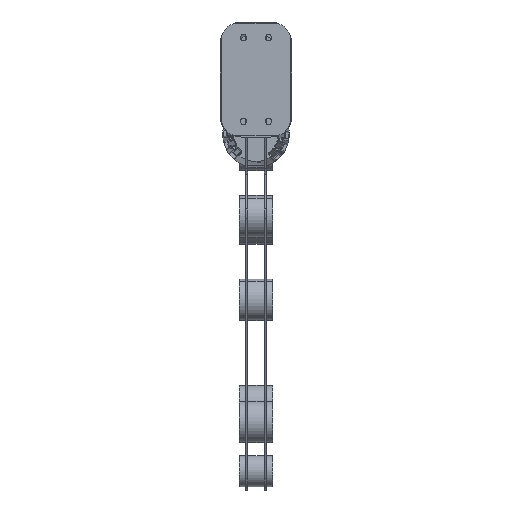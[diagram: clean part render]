
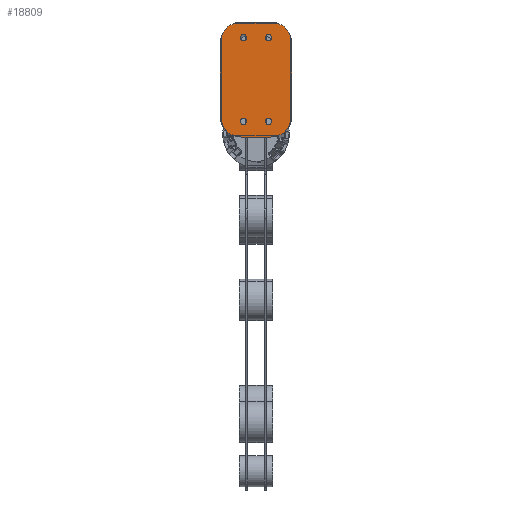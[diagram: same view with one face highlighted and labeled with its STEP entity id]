
A CAD part, left-side view. The second image highlights one B-rep face of the part: STEP entity #18809.
In plain terms, the highlighted face is planar.
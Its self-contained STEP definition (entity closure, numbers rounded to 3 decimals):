
#377 = AXIS2_PLACEMENT_3D ( 'NONE', #21500, #7452, #5477 ) ;
#511 = DIRECTION ( 'NONE',  ( 0., 0., 1. ) ) ;
#621 = ORIENTED_EDGE ( 'NONE', *, *, #5164, .F. ) ;
#836 = DIRECTION ( 'NONE',  ( 0., 1., 0. ) ) ;
#920 = CIRCLE ( 'NONE', #15760, 1.5 ) ;
#1013 = CARTESIAN_POINT ( 'NONE',  ( -6., -3., -18.5 ) ) ;
#1399 = EDGE_CURVE ( 'NONE', #23494, #4592, #8374, .T. ) ;
#1440 = AXIS2_PLACEMENT_3D ( 'NONE', #24143, #5971, #14049 ) ;
#1507 = ORIENTED_EDGE ( 'NONE', *, *, #12302, .T. ) ;
#1534 = EDGE_CURVE ( 'NONE', #23193, #2381, #5885, .T. ) ;
#1746 = EDGE_CURVE ( 'NONE', #3168, #7708, #25481, .T. ) ;
#1773 = DIRECTION ( 'NONE',  ( 0., 0., 1. ) ) ;
#1844 = EDGE_CURVE ( 'NONE', #7285, #26121, #18574, .T. ) ;
#1916 = CARTESIAN_POINT ( 'NONE',  ( 6., -3., -18.5 ) ) ;
#2241 = AXIS2_PLACEMENT_3D ( 'NONE', #25343, #23475, #20814 ) ;
#2373 = AXIS2_PLACEMENT_3D ( 'NONE', #3511, #24057, #1773 ) ;
#2381 = VERTEX_POINT ( 'NONE', #18785 ) ;
#2603 = DIRECTION ( 'NONE',  ( 0., -1., 0. ) ) ;
#2724 = LINE ( 'NONE', #8281, #10720 ) ;
#2888 = CIRCLE ( 'NONE', #24917, 1.5 ) ;
#3168 = VERTEX_POINT ( 'NONE', #21295 ) ;
#3403 = VERTEX_POINT ( 'NONE', #12530 ) ;
#3511 = CARTESIAN_POINT ( 'NONE',  ( 6., -3., -20. ) ) ;
#4082 = PLANE ( 'NONE',  #8045 ) ;
#4108 = EDGE_CURVE ( 'NONE', #4884, #7708, #11470, .T. ) ;
#4217 = CARTESIAN_POINT ( 'NONE',  ( 6., -3., -21.5 ) ) ;
#4373 = VERTEX_POINT ( 'NONE', #4217 ) ;
#4592 = VERTEX_POINT ( 'NONE', #11865 ) ;
#4686 = CARTESIAN_POINT ( 'NONE',  ( -6., -3., -20. ) ) ;
#4687 = EDGE_CURVE ( 'NONE', #18168, #21107, #22322, .T. ) ;
#4768 = CIRCLE ( 'NONE', #2241, 10. ) ;
#4884 = VERTEX_POINT ( 'NONE', #13144 ) ;
#5164 = EDGE_CURVE ( 'NONE', #4592, #23494, #2888, .T. ) ;
#5403 = CARTESIAN_POINT ( 'NONE',  ( 17., -3., -27.5 ) ) ;
#5477 = DIRECTION ( 'NONE',  ( 0., 0., -1. ) ) ;
#5885 = CIRCLE ( 'NONE', #20686, 10. ) ;
#5971 = DIRECTION ( 'NONE',  ( 0., 1., 0. ) ) ;
#6563 = CARTESIAN_POINT ( 'NONE',  ( -7., -3., -17.5 ) ) ;
#6800 = FACE_BOUND ( 'NONE', #17462, .T. ) ;
#6828 = EDGE_CURVE ( 'NONE', #7844, #4373, #24989, .T. ) ;
#7285 = VERTEX_POINT ( 'NONE', #20039 ) ;
#7348 = CIRCLE ( 'NONE', #1440, 1.5 ) ;
#7357 = EDGE_CURVE ( 'NONE', #13256, #2381, #9488, .T. ) ;
#7452 = DIRECTION ( 'NONE',  ( 0., 1., 0. ) ) ;
#7672 = CARTESIAN_POINT ( 'NONE',  ( 17., -3., 27.5 ) ) ;
#7708 = VERTEX_POINT ( 'NONE', #21790 ) ;
#7844 = VERTEX_POINT ( 'NONE', #1916 ) ;
#8045 = AXIS2_PLACEMENT_3D ( 'NONE', #12148, #10291, #20237 ) ;
#8281 = CARTESIAN_POINT ( 'NONE',  ( 17., -3., 27.5 ) ) ;
#8302 = FACE_BOUND ( 'NONE', #15958, .T. ) ;
#8374 = CIRCLE ( 'NONE', #20255, 1.5 ) ;
#8456 = CARTESIAN_POINT ( 'NONE',  ( 7., -3., 17.5 ) ) ;
#8900 = ORIENTED_EDGE ( 'NONE', *, *, #22909, .F. ) ;
#9166 = DIRECTION ( 'NONE',  ( 0., -1., 0. ) ) ;
#9425 = ORIENTED_EDGE ( 'NONE', *, *, #1534, .T. ) ;
#9465 = DIRECTION ( 'NONE',  ( 0., 0., 1. ) ) ;
#9488 = LINE ( 'NONE', #5403, #20681 ) ;
#9627 = AXIS2_PLACEMENT_3D ( 'NONE', #16126, #17588, #9465 ) ;
#10014 = EDGE_LOOP ( 'NONE', ( #13109, #15153, #17186, #9425, #20606, #14132, #19003, #23379 ) ) ;
#10291 = DIRECTION ( 'NONE',  ( 0., 1., 0. ) ) ;
#10720 = VECTOR ( 'NONE', #14783, 1000. ) ;
#11153 = EDGE_LOOP ( 'NONE', ( #14890, #8900 ) ) ;
#11470 = CIRCLE ( 'NONE', #13569, 10. ) ;
#11803 = CARTESIAN_POINT ( 'NONE',  ( -17., -3., -17.5 ) ) ;
#11865 = CARTESIAN_POINT ( 'NONE',  ( -6., -3., 18.5 ) ) ;
#11910 = CARTESIAN_POINT ( 'NONE',  ( -6., -3., 20. ) ) ;
#12148 = CARTESIAN_POINT ( 'NONE',  ( 0., -3., 0. ) ) ;
#12302 = EDGE_CURVE ( 'NONE', #21107, #18168, #920, .T. ) ;
#12425 = DIRECTION ( 'NONE',  ( 0., 0., -1. ) ) ;
#12439 = DIRECTION ( 'NONE',  ( 0., -1., 0. ) ) ;
#12530 = CARTESIAN_POINT ( 'NONE',  ( 17., -3., -17.5 ) ) ;
#12746 = FACE_BOUND ( 'NONE', #11153, .T. ) ;
#13109 = ORIENTED_EDGE ( 'NONE', *, *, #1746, .F. ) ;
#13144 = CARTESIAN_POINT ( 'NONE',  ( 17., -3., 17.5 ) ) ;
#13228 = LINE ( 'NONE', #19350, #15825 ) ;
#13256 = VERTEX_POINT ( 'NONE', #14855 ) ;
#13372 = DIRECTION ( 'NONE',  ( 1., 0., 0. ) ) ;
#13569 = AXIS2_PLACEMENT_3D ( 'NONE', #8456, #18943, #20923 ) ;
#14049 = DIRECTION ( 'NONE',  ( 0., 0., -1. ) ) ;
#14132 = ORIENTED_EDGE ( 'NONE', *, *, #26166, .T. ) ;
#14151 = FACE_OUTER_BOUND ( 'NONE', #10014, .T. ) ;
#14581 = CARTESIAN_POINT ( 'NONE',  ( -7., -3., 17.5 ) ) ;
#14783 = DIRECTION ( 'NONE',  ( 0., 0., -1. ) ) ;
#14790 = DIRECTION ( 'NONE',  ( 0., 0., 1. ) ) ;
#14855 = CARTESIAN_POINT ( 'NONE',  ( 7., -3., -27.5 ) ) ;
#14890 = ORIENTED_EDGE ( 'NONE', *, *, #6828, .F. ) ;
#15153 = ORIENTED_EDGE ( 'NONE', *, *, #18558, .T. ) ;
#15317 = CARTESIAN_POINT ( 'NONE',  ( 6., -3., -20. ) ) ;
#15760 = AXIS2_PLACEMENT_3D ( 'NONE', #4686, #836, #17150 ) ;
#15825 = VECTOR ( 'NONE', #17505, 1000. ) ;
#15958 = EDGE_LOOP ( 'NONE', ( #16500, #21943 ) ) ;
#16126 = CARTESIAN_POINT ( 'NONE',  ( -6., -3., -20. ) ) ;
#16500 = ORIENTED_EDGE ( 'NONE', *, *, #18475, .T. ) ;
#16993 = CARTESIAN_POINT ( 'NONE',  ( -6., -3., -21.5 ) ) ;
#17150 = DIRECTION ( 'NONE',  ( 0., 0., 1. ) ) ;
#17186 = ORIENTED_EDGE ( 'NONE', *, *, #18206, .F. ) ;
#17462 = EDGE_LOOP ( 'NONE', ( #1507, #20647 ) ) ;
#17505 = DIRECTION ( 'NONE',  ( 0., 0., 1. ) ) ;
#17588 = DIRECTION ( 'NONE',  ( 0., 1., 0. ) ) ;
#18168 = VERTEX_POINT ( 'NONE', #16993 ) ;
#18206 = EDGE_CURVE ( 'NONE', #23193, #21626, #13228, .T. ) ;
#18475 = EDGE_CURVE ( 'NONE', #26121, #7285, #7348, .T. ) ;
#18558 = EDGE_CURVE ( 'NONE', #3168, #21626, #20911, .T. ) ;
#18574 = CIRCLE ( 'NONE', #377, 1.5 ) ;
#18785 = CARTESIAN_POINT ( 'NONE',  ( -7., -3., -27.5 ) ) ;
#18809 = ADVANCED_FACE ( 'NONE', ( #12746, #8302, #24511, #6800, #14151 ), #4082, .F. ) ;
#18943 = DIRECTION ( 'NONE',  ( 0., -1., 0. ) ) ;
#19003 = ORIENTED_EDGE ( 'NONE', *, *, #20257, .F. ) ;
#19350 = CARTESIAN_POINT ( 'NONE',  ( -17., -3., 27.5 ) ) ;
#19549 = DIRECTION ( 'NONE',  ( 0., 0., -1. ) ) ;
#20039 = CARTESIAN_POINT ( 'NONE',  ( 6., -3., 18.5 ) ) ;
#20237 = DIRECTION ( 'NONE',  ( 0., 0., 1. ) ) ;
#20255 = AXIS2_PLACEMENT_3D ( 'NONE', #20735, #2603, #19549 ) ;
#20257 = EDGE_CURVE ( 'NONE', #4884, #3403, #2724, .T. ) ;
#20606 = ORIENTED_EDGE ( 'NONE', *, *, #7357, .F. ) ;
#20647 = ORIENTED_EDGE ( 'NONE', *, *, #4687, .T. ) ;
#20681 = VECTOR ( 'NONE', #23841, 1000. ) ;
#20686 = AXIS2_PLACEMENT_3D ( 'NONE', #6563, #20739, #14790 ) ;
#20735 = CARTESIAN_POINT ( 'NONE',  ( -6., -3., 20. ) ) ;
#20739 = DIRECTION ( 'NONE',  ( 0., -1., 0. ) ) ;
#20814 = DIRECTION ( 'NONE',  ( 0., 0., 1. ) ) ;
#20911 = CIRCLE ( 'NONE', #23895, 10. ) ;
#20923 = DIRECTION ( 'NONE',  ( 0., 0., 1. ) ) ;
#21107 = VERTEX_POINT ( 'NONE', #1013 ) ;
#21295 = CARTESIAN_POINT ( 'NONE',  ( -7., -3., 27.5 ) ) ;
#21500 = CARTESIAN_POINT ( 'NONE',  ( 6., -3., 20. ) ) ;
#21626 = VERTEX_POINT ( 'NONE', #22436 ) ;
#21738 = EDGE_LOOP ( 'NONE', ( #23922, #621 ) ) ;
#21790 = CARTESIAN_POINT ( 'NONE',  ( 7., -3., 27.5 ) ) ;
#21943 = ORIENTED_EDGE ( 'NONE', *, *, #1844, .T. ) ;
#22322 = CIRCLE ( 'NONE', #9627, 1.5 ) ;
#22436 = CARTESIAN_POINT ( 'NONE',  ( -17., -3., 17.5 ) ) ;
#22503 = DIRECTION ( 'NONE',  ( 0., -1., 0. ) ) ;
#22909 = EDGE_CURVE ( 'NONE', #4373, #7844, #24400, .T. ) ;
#23193 = VERTEX_POINT ( 'NONE', #11803 ) ;
#23379 = ORIENTED_EDGE ( 'NONE', *, *, #4108, .T. ) ;
#23475 = DIRECTION ( 'NONE',  ( 0., -1., 0. ) ) ;
#23494 = VERTEX_POINT ( 'NONE', #25201 ) ;
#23533 = DIRECTION ( 'NONE',  ( 0., 0., 1. ) ) ;
#23841 = DIRECTION ( 'NONE',  ( -1., 0., 0. ) ) ;
#23895 = AXIS2_PLACEMENT_3D ( 'NONE', #14581, #12439, #511 ) ;
#23922 = ORIENTED_EDGE ( 'NONE', *, *, #1399, .F. ) ;
#24057 = DIRECTION ( 'NONE',  ( 0., -1., 0. ) ) ;
#24143 = CARTESIAN_POINT ( 'NONE',  ( 6., -3., 20. ) ) ;
#24400 = CIRCLE ( 'NONE', #2373, 1.5 ) ;
#24511 = FACE_BOUND ( 'NONE', #21738, .T. ) ;
#24533 = VECTOR ( 'NONE', #13372, 1000. ) ;
#24917 = AXIS2_PLACEMENT_3D ( 'NONE', #11910, #22503, #12425 ) ;
#24930 = AXIS2_PLACEMENT_3D ( 'NONE', #15317, #9166, #23533 ) ;
#24989 = CIRCLE ( 'NONE', #24930, 1.5 ) ;
#25201 = CARTESIAN_POINT ( 'NONE',  ( -6., -3., 21.5 ) ) ;
#25343 = CARTESIAN_POINT ( 'NONE',  ( 7., -3., -17.5 ) ) ;
#25481 = LINE ( 'NONE', #7672, #24533 ) ;
#25487 = CARTESIAN_POINT ( 'NONE',  ( 6., -3., 21.5 ) ) ;
#26121 = VERTEX_POINT ( 'NONE', #25487 ) ;
#26166 = EDGE_CURVE ( 'NONE', #13256, #3403, #4768, .T. ) ;
